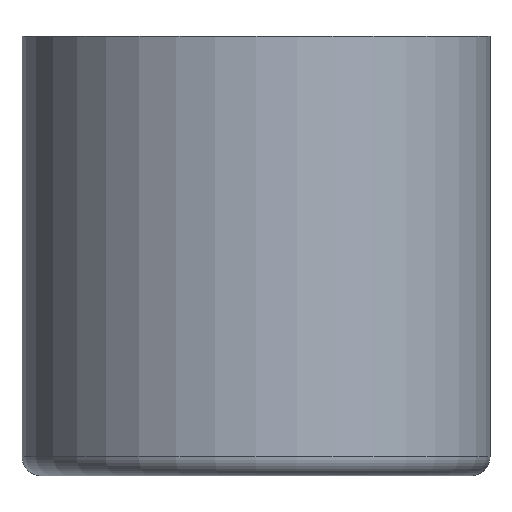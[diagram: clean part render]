
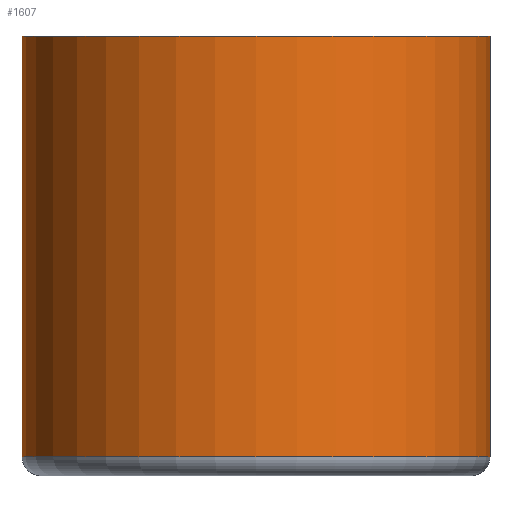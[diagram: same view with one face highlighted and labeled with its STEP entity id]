
A CAD part, front view. The second image highlights one B-rep face of the part: STEP entity #1607.
In plain terms, the highlighted cylindrical face has radius 24.5 mm (diameter 49 mm), a full revolution.
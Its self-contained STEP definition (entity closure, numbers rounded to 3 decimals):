
#44=CIRCLE('',#1719,24.5);
#45=CIRCLE('',#1720,24.5);
#46=CIRCLE('',#1721,24.5);
#168=FACE_OUTER_BOUND('',#257,.T.);
#257=EDGE_LOOP('',(#1133,#1134,#1135,#1136,#1137));
#364=LINE('',#2394,#534);
#534=VECTOR('',#1882,24.5);
#728=VERTEX_POINT('',#2391);
#729=VERTEX_POINT('',#2393);
#730=VERTEX_POINT('',#2395);
#887=EDGE_CURVE('',#728,#728,#44,.T.);
#888=EDGE_CURVE('',#728,#729,#364,.T.);
#889=EDGE_CURVE('',#730,#729,#45,.T.);
#890=EDGE_CURVE('',#729,#730,#46,.T.);
#1133=ORIENTED_EDGE('',*,*,#887,.F.);
#1134=ORIENTED_EDGE('',*,*,#888,.T.);
#1135=ORIENTED_EDGE('',*,*,#889,.F.);
#1136=ORIENTED_EDGE('',*,*,#890,.F.);
#1137=ORIENTED_EDGE('',*,*,#888,.F.);
#1591=CYLINDRICAL_SURFACE('',#1718,24.5);
#1607=ADVANCED_FACE('',(#168),#1591,.T.);
#1718=AXIS2_PLACEMENT_3D('',#2390,#1878,#1879);
#1719=AXIS2_PLACEMENT_3D('',#2392,#1880,#1881);
#1720=AXIS2_PLACEMENT_3D('',#2396,#1883,#1884);
#1721=AXIS2_PLACEMENT_3D('',#2397,#1885,#1886);
#1878=DIRECTION('center_axis',(0.,0.,1.));
#1879=DIRECTION('ref_axis',(1.,0.,0.));
#1880=DIRECTION('center_axis',(0.,0.,1.));
#1881=DIRECTION('ref_axis',(1.,0.,0.));
#1882=DIRECTION('',(0.,0.,-1.));
#1883=DIRECTION('center_axis',(0.,0.,-1.));
#1884=DIRECTION('ref_axis',(1.,0.,0.));
#1885=DIRECTION('center_axis',(0.,0.,-1.));
#1886=DIRECTION('ref_axis',(1.,0.,0.));
#2390=CARTESIAN_POINT('Origin',(0.,0.,0.));
#2391=CARTESIAN_POINT('',(-24.5,0.,3.));
#2392=CARTESIAN_POINT('Origin',(0.,0.,3.));
#2393=CARTESIAN_POINT('',(-24.5,0.,-41.));
#2394=CARTESIAN_POINT('',(-24.5,0.,0.));
#2395=CARTESIAN_POINT('',(24.5,0.,-41.));
#2396=CARTESIAN_POINT('Origin',(0.,0.,-41.));
#2397=CARTESIAN_POINT('Origin',(0.,0.,-41.));
